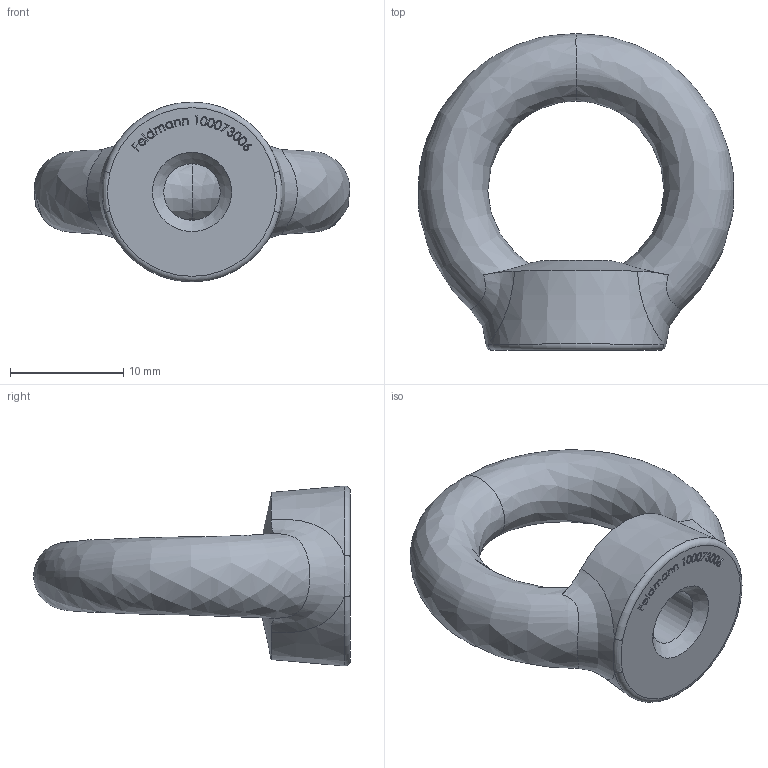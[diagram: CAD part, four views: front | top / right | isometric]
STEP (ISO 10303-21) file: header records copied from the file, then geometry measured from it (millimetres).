
FILE_DESCRIPTION (( 'STEP AP203' ), '1' );
FILE_NAME ('100073006.step', '2023-09-15T11:51:42', ( '' ), ( '' ), 'SwSTEP 2.0', 'SolidWorks 2018', '' );
FILE_SCHEMA (( 'CONFIG_CONTROL_DESIGN' ));
Length unit declared in the file: millimetre
Products named in the file (1): 100073006
Bounding box: 27.89 x 28 x 15.91 mm (x, y, z)
Volume: 2999.5 mm3; surface area: 1805.7 mm2
Topology: 1 solids, 1 shells, 229 faces, 607 edges, 403 vertices
Faces by surface type: bspline 122, plane 99, cone 5, torus 2, cylinder 1
Full cylindrical faces by diameter (mm): 5 x1
Entity records: 15279 total; most frequent: CARTESIAN_POINT 10410, ORIENTED_EDGE 1190, EDGE_CURVE 595, DIRECTION 578, VERTEX_POINT 397, LINE 332, VECTOR 332, EDGE_LOOP 262
